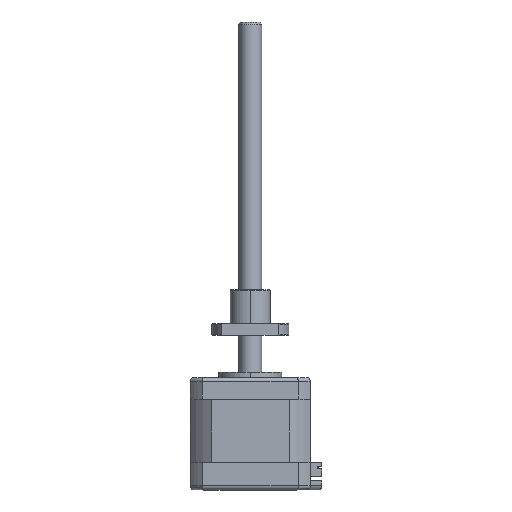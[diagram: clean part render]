
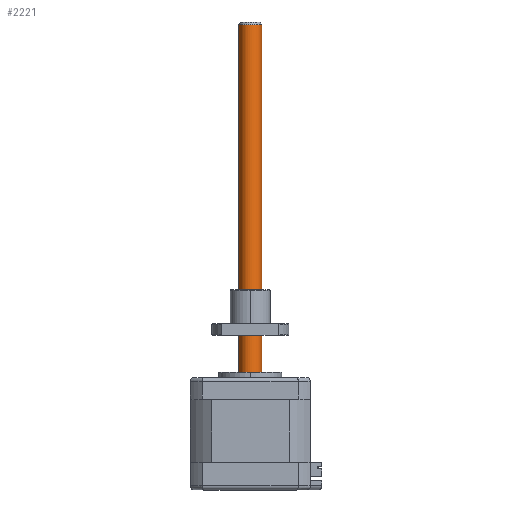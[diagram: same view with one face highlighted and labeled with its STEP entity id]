
A CAD part, top view. The second image highlights one B-rep face of the part: STEP entity #2221.
In plain terms, the highlighted cylindrical face has radius 4 mm (diameter 8 mm), a partial arc.
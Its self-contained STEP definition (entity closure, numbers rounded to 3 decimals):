
#318 = DIRECTION ( 'NONE',  ( -1., 0., 0. ) ) ;
#874 = ORIENTED_EDGE ( 'NONE', *, *, #8949, .F. ) ;
#935 = DIRECTION ( 'NONE',  ( 0., -1., 0. ) ) ;
#968 = CARTESIAN_POINT ( 'NONE',  ( -0.709, 142.843, 16.638 ) ) ;
#1093 = EDGE_CURVE ( 'NONE', #11716, #1156, #2435, .T. ) ;
#1156 = VERTEX_POINT ( 'NONE', #7343 ) ;
#1640 = VERTEX_POINT ( 'NONE', #11619 ) ;
#1684 = LINE ( 'NONE', #968, #5939 ) ;
#2057 = CARTESIAN_POINT ( 'NONE',  ( -0.709, 141.843, 16.638 ) ) ;
#2221 = ADVANCED_FACE ( 'NONE', ( #11236 ), #3967, .T. ) ;
#2435 = LINE ( 'NONE', #11833, #7247 ) ;
#3048 = VERTEX_POINT ( 'NONE', #2057 ) ;
#3351 = ORIENTED_EDGE ( 'NONE', *, *, #4596, .T. ) ;
#3964 = ORIENTED_EDGE ( 'NONE', *, *, #1093, .T. ) ;
#3967 = CYLINDRICAL_SURFACE ( 'NONE', #6442, 4. ) ;
#4005 = ORIENTED_EDGE ( 'NONE', *, *, #4376, .F. ) ;
#4376 = EDGE_CURVE ( 'NONE', #1640, #1156, #5342, .T. ) ;
#4596 = EDGE_CURVE ( 'NONE', #3048, #11716, #10647, .T. ) ;
#5084 = DIRECTION ( 'NONE',  ( 0., -1., 0. ) ) ;
#5342 = CIRCLE ( 'NONE', #11773, 4. ) ;
#5939 = VECTOR ( 'NONE', #8239, 1000. ) ;
#6333 = DIRECTION ( 'NONE',  ( 0., -1., 0. ) ) ;
#6368 = CARTESIAN_POINT ( 'NONE',  ( -4.709, 141.843, 16.638 ) ) ;
#6442 = AXIS2_PLACEMENT_3D ( 'NONE', #6670, #10355, #318 ) ;
#6629 = AXIS2_PLACEMENT_3D ( 'NONE', #6368, #935, #7299 ) ;
#6670 = CARTESIAN_POINT ( 'NONE',  ( -4.709, 142.843, 16.638 ) ) ;
#7247 = VECTOR ( 'NONE', #6333, 1000. ) ;
#7299 = DIRECTION ( 'NONE',  ( 1., 0., 0. ) ) ;
#7343 = CARTESIAN_POINT ( 'NONE',  ( -8.709, 17.843, 16.638 ) ) ;
#8239 = DIRECTION ( 'NONE',  ( 0., -1., 0. ) ) ;
#8949 = EDGE_CURVE ( 'NONE', #3048, #1640, #1684, .T. ) ;
#9465 = EDGE_LOOP ( 'NONE', ( #874, #3351, #3964, #4005 ) ) ;
#9693 = CARTESIAN_POINT ( 'NONE',  ( -8.709, 141.843, 16.638 ) ) ;
#10355 = DIRECTION ( 'NONE',  ( 0., -1., 0. ) ) ;
#10565 = CARTESIAN_POINT ( 'NONE',  ( -4.709, 17.843, 16.638 ) ) ;
#10647 = CIRCLE ( 'NONE', #6629, 4. ) ;
#11236 = FACE_OUTER_BOUND ( 'NONE', #9465, .T. ) ;
#11483 = DIRECTION ( 'NONE',  ( -1., 0., 0. ) ) ;
#11619 = CARTESIAN_POINT ( 'NONE',  ( -0.709, 17.843, 16.638 ) ) ;
#11716 = VERTEX_POINT ( 'NONE', #9693 ) ;
#11773 = AXIS2_PLACEMENT_3D ( 'NONE', #10565, #5084, #11483 ) ;
#11833 = CARTESIAN_POINT ( 'NONE',  ( -8.709, 142.843, 16.638 ) ) ;
